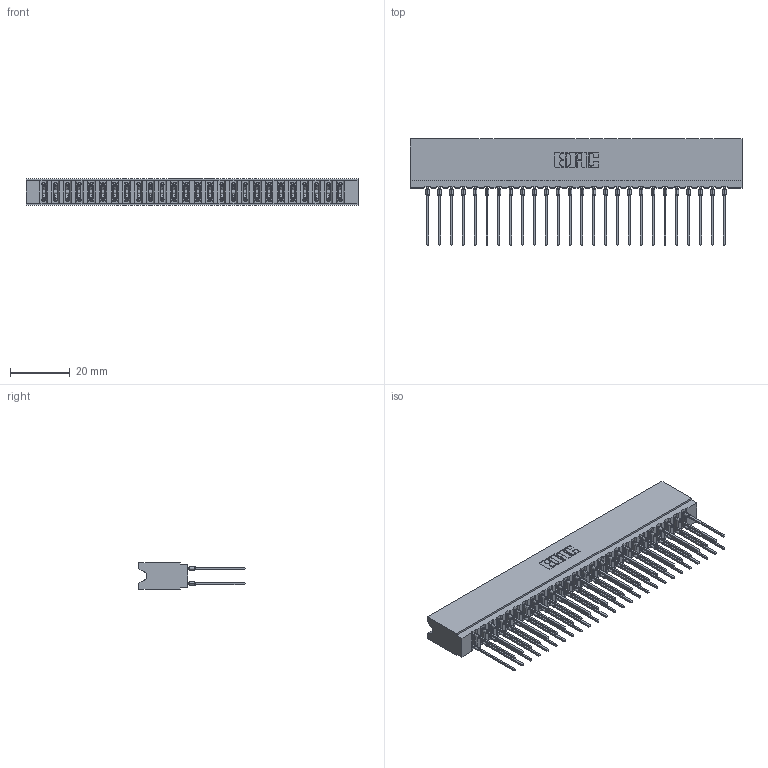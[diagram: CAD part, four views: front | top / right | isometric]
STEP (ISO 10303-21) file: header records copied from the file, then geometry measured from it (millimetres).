
FILE_DESCRIPTION (( 'STEP AP203' ), '1' );
FILE_NAME ('737-052-541-206.STEP', '2026-03-05T23:47:48', ( '' ), ( '' ), 'SwSTEP 2.0', 'SolidWorks 2023', '' );
FILE_SCHEMA (( 'CONFIG_CONTROL_DESIGN' ));
Length unit declared in the file: millimetre
Products named in the file (3): 745-292-001_541; 737-052-541-206; 737 Part_Insulator Option - 06
Assembly tree (53 placements, depth 2):
  737-052-541-206
    737 Part_Insulator Option - 06
    745-292-001_541  x52
Bounding box: 110.9 x 35.45 x 8.89 mm (x, y, z)
Volume: 11235.9 mm3; surface area: 17518.4 mm2
Topology: 53 solids, 53 shells, 4775 faces, 12841 edges, 8074 vertices
Faces by surface type: plane 2473, bspline 1040, cylinder 950, torus 312
Entity records: 46801 total; most frequent: CARTESIAN_POINT 8632, ORIENTED_EDGE 8036, DIRECTION 7028, EDGE_CURVE 4018, LINE 3680, VECTOR 3680, VERTEX_POINT 2566, AXIS2_PLACEMENT_3D 1674
